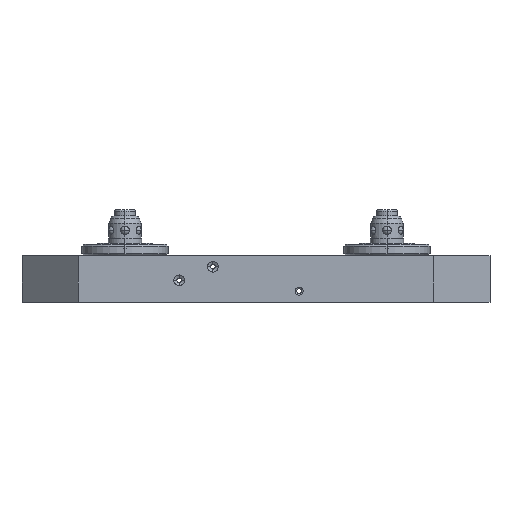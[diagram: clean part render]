
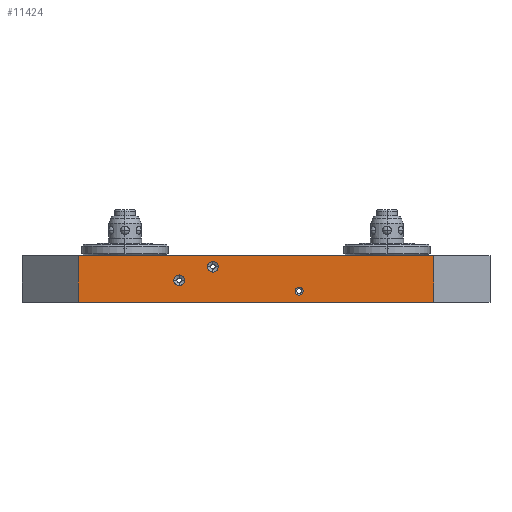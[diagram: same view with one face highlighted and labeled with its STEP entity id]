
A CAD part, front view. The second image highlights one B-rep face of the part: STEP entity #11424.
In plain terms, the highlighted face is planar.
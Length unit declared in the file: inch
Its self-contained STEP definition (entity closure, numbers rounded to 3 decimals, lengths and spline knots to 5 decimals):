
#5380=CARTESIAN_POINT('',(-8.51476,1.04331,-4.33071));
#5381=VERTEX_POINT('',#5380);
#5390=CARTESIAN_POINT('',(-8.74016,0.81791,-4.33071));
#5391=VERTEX_POINT('',#5390);
#5392=CARTESIAN_POINT('',(-8.74016,1.04331,-4.33071));
#5393=DIRECTION('',(0.0,0.0,1.0));
#5394=DIRECTION('',(0.,-1.0,0.0));
#5395=AXIS2_PLACEMENT_3D('',#5392,#5393,#5394);
#5396=CIRCLE('',#5395,0.22539);
#5397=EDGE_CURVE('',#5391,#5381,#5396,.T.);
#5422=CARTESIAN_POINT('',(-8.96555,1.04331,-4.33071));
#5423=VERTEX_POINT('',#5422);
#5432=CARTESIAN_POINT('',(-8.74016,1.2687,-4.33071));
#5433=VERTEX_POINT('',#5432);
#5434=CARTESIAN_POINT('',(-8.74016,1.04331,-4.33071));
#5435=DIRECTION('',(0.0,0.0,1.0));
#5436=DIRECTION('',(0.,-1.0,0.0));
#5437=AXIS2_PLACEMENT_3D('',#5434,#5435,#5436);
#5438=CIRCLE('',#5437,0.22539);
#5439=EDGE_CURVE('',#5433,#5423,#5438,.T.);
#5464=CARTESIAN_POINT('',(-7.09744,0.47244,-4.33071));
#5465=VERTEX_POINT('',#5464);
#5474=CARTESIAN_POINT('',(-7.32283,0.24705,-4.33071));
#5475=VERTEX_POINT('',#5474);
#5476=CARTESIAN_POINT('',(-7.32283,0.47244,-4.33071));
#5477=DIRECTION('',(0.0,0.0,1.0));
#5478=DIRECTION('',(0.0,-1.0,0.0));
#5479=AXIS2_PLACEMENT_3D('',#5476,#5477,#5478);
#5480=CIRCLE('',#5479,0.22539);
#5481=EDGE_CURVE('',#5475,#5465,#5480,.T.);
#5506=CARTESIAN_POINT('',(-7.54823,0.47244,-4.33071));
#5507=VERTEX_POINT('',#5506);
#5516=CARTESIAN_POINT('',(-7.32283,0.69783,-4.33071));
#5517=VERTEX_POINT('',#5516);
#5518=CARTESIAN_POINT('',(-7.32283,0.47244,-4.33071));
#5519=DIRECTION('',(0.0,0.0,1.0));
#5520=DIRECTION('',(0.0,-1.0,0.0));
#5521=AXIS2_PLACEMENT_3D('',#5518,#5519,#5520);
#5522=CIRCLE('',#5521,0.22539);
#5523=EDGE_CURVE('',#5517,#5507,#5522,.T.);
#5548=CARTESIAN_POINT('',(-3.5315,1.49606,-4.33071));
#5549=VERTEX_POINT('',#5548);
#5558=CARTESIAN_POINT('',(-3.70079,1.32677,-4.33071));
#5559=VERTEX_POINT('',#5558);
#5560=CARTESIAN_POINT('',(-3.70079,1.49606,-4.33071));
#5561=DIRECTION('',(0.0,0.0,1.0));
#5562=DIRECTION('',(0.,-1.0,0.0));
#5563=AXIS2_PLACEMENT_3D('',#5560,#5561,#5562);
#5564=CIRCLE('',#5563,0.16929);
#5565=EDGE_CURVE('',#5559,#5549,#5564,.T.);
#5590=CARTESIAN_POINT('',(-3.87008,1.49606,-4.33071));
#5591=VERTEX_POINT('',#5590);
#5600=CARTESIAN_POINT('',(-3.70079,1.66535,-4.33071));
#5601=VERTEX_POINT('',#5600);
#5602=CARTESIAN_POINT('',(-3.70079,1.49606,-4.33071));
#5603=DIRECTION('',(0.0,0.0,1.0));
#5604=DIRECTION('',(0.,-1.0,0.0));
#5605=AXIS2_PLACEMENT_3D('',#5602,#5603,#5604);
#5606=CIRCLE('',#5605,0.16929);
#5607=EDGE_CURVE('',#5601,#5591,#5606,.T.);
#9259=CARTESIAN_POINT('',(-3.70079,1.49606,-4.33071));
#9260=DIRECTION('',(0.0,0.0,1.0));
#9261=DIRECTION('',(0.,-1.0,0.0));
#9262=AXIS2_PLACEMENT_3D('',#9259,#9260,#9261);
#9263=CIRCLE('',#9262,0.16929);
#9264=EDGE_CURVE('',#5591,#5559,#9263,.T.);
#9277=CARTESIAN_POINT('',(-3.70079,1.49606,-4.33071));
#9278=DIRECTION('',(0.0,0.0,1.0));
#9279=DIRECTION('',(0.,-1.0,0.0));
#9280=AXIS2_PLACEMENT_3D('',#9277,#9278,#9279);
#9281=CIRCLE('',#9280,0.16929);
#9282=EDGE_CURVE('',#5549,#5601,#9281,.T.);
#9295=CARTESIAN_POINT('',(-7.32283,0.47244,-4.33071));
#9296=DIRECTION('',(0.0,0.0,1.0));
#9297=DIRECTION('',(0.0,-1.0,0.0));
#9298=AXIS2_PLACEMENT_3D('',#9295,#9296,#9297);
#9299=CIRCLE('',#9298,0.22539);
#9300=EDGE_CURVE('',#5507,#5475,#9299,.T.);
#9313=CARTESIAN_POINT('',(-7.32283,0.47244,-4.33071));
#9314=DIRECTION('',(0.0,0.0,1.0));
#9315=DIRECTION('',(0.0,-1.0,0.0));
#9316=AXIS2_PLACEMENT_3D('',#9313,#9314,#9315);
#9317=CIRCLE('',#9316,0.22539);
#9318=EDGE_CURVE('',#5465,#5517,#9317,.T.);
#9331=CARTESIAN_POINT('',(-8.74016,1.04331,-4.33071));
#9332=DIRECTION('',(0.0,0.0,1.0));
#9333=DIRECTION('',(0.,-1.0,0.0));
#9334=AXIS2_PLACEMENT_3D('',#9331,#9332,#9333);
#9335=CIRCLE('',#9334,0.22539);
#9336=EDGE_CURVE('',#5423,#5391,#9335,.T.);
#9349=CARTESIAN_POINT('',(-8.74016,1.04331,-4.33071));
#9350=DIRECTION('',(0.0,0.0,1.0));
#9351=DIRECTION('',(0.,-1.0,0.0));
#9352=AXIS2_PLACEMENT_3D('',#9349,#9350,#9351);
#9353=CIRCLE('',#9352,0.22539);
#9354=EDGE_CURVE('',#5381,#5433,#9353,.T.);
#11350=CARTESIAN_POINT('',(-12.99213,1.9685,-4.33071));
#11351=VERTEX_POINT('',#11350);
#11358=CARTESIAN_POINT('',(-12.99213,0.,-4.33071));
#11359=VERTEX_POINT('',#11358);
#11360=CARTESIAN_POINT('',(-12.99213,0.,-4.33071));
#11361=DIRECTION('',(0.0,1.0,0.0));
#11362=VECTOR('',#11361,1.9685);
#11363=LINE('',#11360,#11362);
#11364=EDGE_CURVE('',#11359,#11351,#11363,.T.);
#11376=CARTESIAN_POINT('',(-13.74016,2.06693,-4.33071));
#11377=DIRECTION('',(0.0,0.0,-1.0));
#11378=DIRECTION('',(-1.0,0.0,0.0));
#11379=AXIS2_PLACEMENT_3D('',#11376,#11377,#11378);
#11380=PLANE('',#11379);
#11381=CARTESIAN_POINT('',(1.9685,1.9685,-4.33071));
#11382=VERTEX_POINT('',#11381);
#11383=CARTESIAN_POINT('',(-12.99213,1.9685,-4.33071));
#11384=DIRECTION('',(1.0,0.0,0.0));
#11385=VECTOR('',#11384,14.96063);
#11386=LINE('',#11383,#11385);
#11387=EDGE_CURVE('',#11351,#11382,#11386,.T.);
#11388=ORIENTED_EDGE('',*,*,#11387,.T.);
#11389=CARTESIAN_POINT('',(1.9685,0.,-4.33071));
#11390=VERTEX_POINT('',#11389);
#11391=CARTESIAN_POINT('',(1.9685,0.,-4.33071));
#11392=DIRECTION('',(0.0,1.0,0.0));
#11393=VECTOR('',#11392,1.9685);
#11394=LINE('',#11391,#11393);
#11395=EDGE_CURVE('',#11390,#11382,#11394,.T.);
#11396=ORIENTED_EDGE('',*,*,#11395,.F.);
#11397=CARTESIAN_POINT('',(-12.99213,0.,-4.33071));
#11398=DIRECTION('',(1.0,0.0,0.0));
#11399=VECTOR('',#11398,14.96063);
#11400=LINE('',#11397,#11399);
#11401=EDGE_CURVE('',#11359,#11390,#11400,.T.);
#11402=ORIENTED_EDGE('',*,*,#11401,.F.);
#11403=ORIENTED_EDGE('',*,*,#11364,.T.);
#11404=EDGE_LOOP('',(#11388,#11396,#11402,#11403));
#11405=FACE_OUTER_BOUND('',#11404,.T.);
#11406=ORIENTED_EDGE('',*,*,#5397,.T.);
#11407=ORIENTED_EDGE('',*,*,#9354,.T.);
#11408=ORIENTED_EDGE('',*,*,#5439,.T.);
#11409=ORIENTED_EDGE('',*,*,#9336,.T.);
#11410=EDGE_LOOP('',(#11406,#11407,#11408,#11409));
#11411=FACE_BOUND('',#11410,.T.);
#11412=ORIENTED_EDGE('',*,*,#5481,.T.);
#11413=ORIENTED_EDGE('',*,*,#9318,.T.);
#11414=ORIENTED_EDGE('',*,*,#5523,.T.);
#11415=ORIENTED_EDGE('',*,*,#9300,.T.);
#11416=EDGE_LOOP('',(#11412,#11413,#11414,#11415));
#11417=FACE_BOUND('',#11416,.T.);
#11418=ORIENTED_EDGE('',*,*,#5565,.T.);
#11419=ORIENTED_EDGE('',*,*,#9282,.T.);
#11420=ORIENTED_EDGE('',*,*,#5607,.T.);
#11421=ORIENTED_EDGE('',*,*,#9264,.T.);
#11422=EDGE_LOOP('',(#11418,#11419,#11420,#11421));
#11423=FACE_BOUND('',#11422,.T.);
#11424=ADVANCED_FACE('',(#11405,#11411,#11417,#11423),#11380,.T.);
